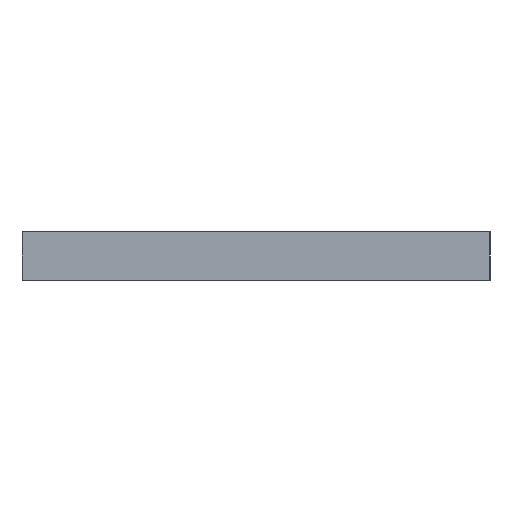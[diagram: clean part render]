
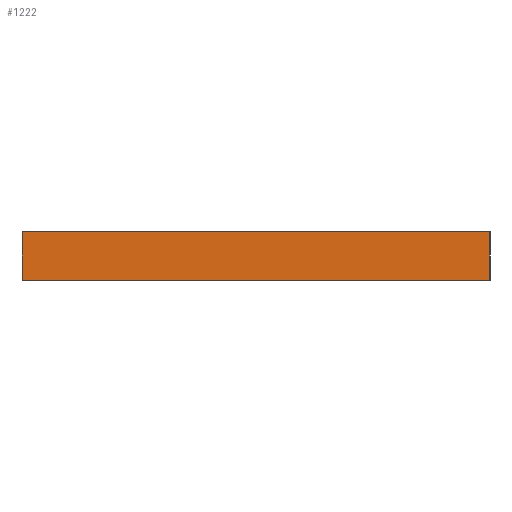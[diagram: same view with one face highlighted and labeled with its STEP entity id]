
A CAD part, left-side view. The second image highlights one B-rep face of the part: STEP entity #1222.
In plain terms, the highlighted planar face has unit normal (-1, 0, 0).
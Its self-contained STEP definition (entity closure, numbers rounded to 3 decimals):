
#32 = PLANE('',#33);
#33 = AXIS2_PLACEMENT_3D('',#34,#35,#36);
#34 = CARTESIAN_POINT('',(0.,0.,12.7));
#35 = DIRECTION('',(0.,0.,1.));
#36 = DIRECTION('',(1.,0.,0.));
#414 = EDGE_CURVE('',#415,#417,#419,.T.);
#415 = VERTEX_POINT('',#416);
#416 = CARTESIAN_POINT('',(0.,0.,12.7));
#417 = VERTEX_POINT('',#418);
#418 = CARTESIAN_POINT('',(0.,123.63,12.7));
#419 = SURFACE_CURVE('',#420,(#424,#431),.PCURVE_S1.);
#420 = LINE('',#421,#422);
#421 = CARTESIAN_POINT('',(0.,0.,12.7));
#422 = VECTOR('',#423,1.);
#423 = DIRECTION('',(0.,1.,0.));
#424 = PCURVE('',#32,#425);
#425 = DEFINITIONAL_REPRESENTATION('',(#426),#430);
#426 = LINE('',#427,#428);
#427 = CARTESIAN_POINT('',(0.,0.));
#428 = VECTOR('',#429,1.);
#429 = DIRECTION('',(0.,1.));
#430 = ( GEOMETRIC_REPRESENTATION_CONTEXT(2) 
PARAMETRIC_REPRESENTATION_CONTEXT() REPRESENTATION_CONTEXT('2D SPACE',''
  ) );
#431 = PCURVE('',#432,#437);
#432 = PLANE('',#433);
#433 = AXIS2_PLACEMENT_3D('',#434,#435,#436);
#434 = CARTESIAN_POINT('',(0.,0.,0.));
#435 = DIRECTION('',(1.,0.,0.));
#436 = DIRECTION('',(0.,0.,1.));
#437 = DEFINITIONAL_REPRESENTATION('',(#438),#442);
#438 = LINE('',#439,#440);
#439 = CARTESIAN_POINT('',(12.7,0.));
#440 = VECTOR('',#441,1.);
#441 = DIRECTION('',(0.,-1.));
#442 = ( GEOMETRIC_REPRESENTATION_CONTEXT(2) 
PARAMETRIC_REPRESENTATION_CONTEXT() REPRESENTATION_CONTEXT('2D SPACE',''
  ) );
#460 = PLANE('',#461);
#461 = AXIS2_PLACEMENT_3D('',#462,#463,#464);
#462 = CARTESIAN_POINT('',(0.,0.,0.));
#463 = DIRECTION('',(0.,1.,0.));
#464 = DIRECTION('',(0.,0.,1.));
#514 = PLANE('',#515);
#515 = AXIS2_PLACEMENT_3D('',#516,#517,#518);
#516 = CARTESIAN_POINT('',(0.,123.63,0.));
#517 = DIRECTION('',(0.,1.,0.));
#518 = DIRECTION('',(0.,0.,1.));
#1222 = ADVANCED_FACE('',(#1223),#432,.F.);
#1223 = FACE_BOUND('',#1224,.F.);
#1224 = EDGE_LOOP('',(#1225,#1248,#1276,#1297));
#1225 = ORIENTED_EDGE('',*,*,#1226,.F.);
#1226 = EDGE_CURVE('',#1227,#415,#1229,.T.);
#1227 = VERTEX_POINT('',#1228);
#1228 = CARTESIAN_POINT('',(0.,0.,0.));
#1229 = SURFACE_CURVE('',#1230,(#1234,#1241),.PCURVE_S1.);
#1230 = LINE('',#1231,#1232);
#1231 = CARTESIAN_POINT('',(0.,0.,0.));
#1232 = VECTOR('',#1233,1.);
#1233 = DIRECTION('',(0.,0.,1.));
#1234 = PCURVE('',#432,#1235);
#1235 = DEFINITIONAL_REPRESENTATION('',(#1236),#1240);
#1236 = LINE('',#1237,#1238);
#1237 = CARTESIAN_POINT('',(0.,0.));
#1238 = VECTOR('',#1239,1.);
#1239 = DIRECTION('',(1.,0.));
#1240 = ( GEOMETRIC_REPRESENTATION_CONTEXT(2) 
PARAMETRIC_REPRESENTATION_CONTEXT() REPRESENTATION_CONTEXT('2D SPACE',''
  ) );
#1241 = PCURVE('',#460,#1242);
#1242 = DEFINITIONAL_REPRESENTATION('',(#1243),#1247);
#1243 = LINE('',#1244,#1245);
#1244 = CARTESIAN_POINT('',(0.,0.));
#1245 = VECTOR('',#1246,1.);
#1246 = DIRECTION('',(1.,0.));
#1247 = ( GEOMETRIC_REPRESENTATION_CONTEXT(2) 
PARAMETRIC_REPRESENTATION_CONTEXT() REPRESENTATION_CONTEXT('2D SPACE',''
  ) );
#1248 = ORIENTED_EDGE('',*,*,#1249,.T.);
#1249 = EDGE_CURVE('',#1227,#1250,#1252,.T.);
#1250 = VERTEX_POINT('',#1251);
#1251 = CARTESIAN_POINT('',(0.,123.63,0.));
#1252 = SURFACE_CURVE('',#1253,(#1257,#1264),.PCURVE_S1.);
#1253 = LINE('',#1254,#1255);
#1254 = CARTESIAN_POINT('',(0.,0.,0.));
#1255 = VECTOR('',#1256,1.);
#1256 = DIRECTION('',(0.,1.,0.));
#1257 = PCURVE('',#432,#1258);
#1258 = DEFINITIONAL_REPRESENTATION('',(#1259),#1263);
#1259 = LINE('',#1260,#1261);
#1260 = CARTESIAN_POINT('',(0.,0.));
#1261 = VECTOR('',#1262,1.);
#1262 = DIRECTION('',(0.,-1.));
#1263 = ( GEOMETRIC_REPRESENTATION_CONTEXT(2) 
PARAMETRIC_REPRESENTATION_CONTEXT() REPRESENTATION_CONTEXT('2D SPACE',''
  ) );
#1264 = PCURVE('',#1265,#1270);
#1265 = PLANE('',#1266);
#1266 = AXIS2_PLACEMENT_3D('',#1267,#1268,#1269);
#1267 = CARTESIAN_POINT('',(0.,0.,0.));
#1268 = DIRECTION('',(0.,0.,1.));
#1269 = DIRECTION('',(1.,0.,0.));
#1270 = DEFINITIONAL_REPRESENTATION('',(#1271),#1275);
#1271 = LINE('',#1272,#1273);
#1272 = CARTESIAN_POINT('',(0.,0.));
#1273 = VECTOR('',#1274,1.);
#1274 = DIRECTION('',(0.,1.));
#1275 = ( GEOMETRIC_REPRESENTATION_CONTEXT(2) 
PARAMETRIC_REPRESENTATION_CONTEXT() REPRESENTATION_CONTEXT('2D SPACE',''
  ) );
#1276 = ORIENTED_EDGE('',*,*,#1277,.T.);
#1277 = EDGE_CURVE('',#1250,#417,#1278,.T.);
#1278 = SURFACE_CURVE('',#1279,(#1283,#1290),.PCURVE_S1.);
#1279 = LINE('',#1280,#1281);
#1280 = CARTESIAN_POINT('',(0.,123.63,0.));
#1281 = VECTOR('',#1282,1.);
#1282 = DIRECTION('',(0.,0.,1.));
#1283 = PCURVE('',#432,#1284);
#1284 = DEFINITIONAL_REPRESENTATION('',(#1285),#1289);
#1285 = LINE('',#1286,#1287);
#1286 = CARTESIAN_POINT('',(0.,-123.63));
#1287 = VECTOR('',#1288,1.);
#1288 = DIRECTION('',(1.,0.));
#1289 = ( GEOMETRIC_REPRESENTATION_CONTEXT(2) 
PARAMETRIC_REPRESENTATION_CONTEXT() REPRESENTATION_CONTEXT('2D SPACE',''
  ) );
#1290 = PCURVE('',#514,#1291);
#1291 = DEFINITIONAL_REPRESENTATION('',(#1292),#1296);
#1292 = LINE('',#1293,#1294);
#1293 = CARTESIAN_POINT('',(0.,0.));
#1294 = VECTOR('',#1295,1.);
#1295 = DIRECTION('',(1.,0.));
#1296 = ( GEOMETRIC_REPRESENTATION_CONTEXT(2) 
PARAMETRIC_REPRESENTATION_CONTEXT() REPRESENTATION_CONTEXT('2D SPACE',''
  ) );
#1297 = ORIENTED_EDGE('',*,*,#414,.F.);
